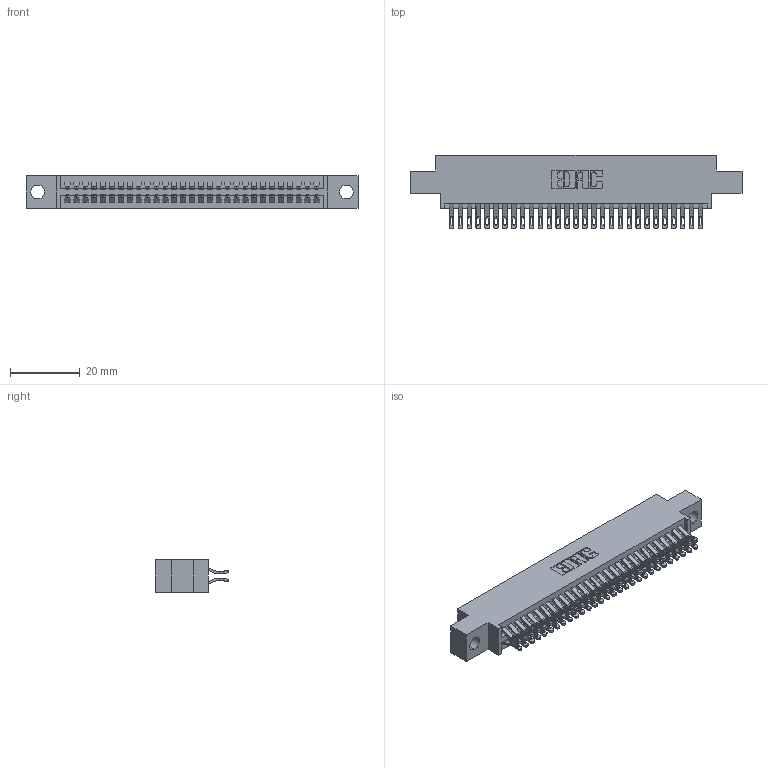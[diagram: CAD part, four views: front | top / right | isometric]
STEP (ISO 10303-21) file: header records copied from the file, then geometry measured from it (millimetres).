
FILE_DESCRIPTION (( 'STEP AP203' ), '1' );
FILE_NAME ('395-058-555-804.STEP', '2021-06-17T01:44:07', ( '' ), ( '' ), 'SwSTEP 2.0', 'SolidWorks 2020', '' );
FILE_SCHEMA (( 'CONFIG_CONTROL_DESIGN' ));
Length unit declared in the file: inch
Products named in the file (3): 345-292-001_555 Tail; 395-058-555-804; 345 Part_0.170 Offset - 0.156 Dia-TI
Assembly tree (59 placements, depth 2):
  395-058-555-804
    345 Part_0.170 Offset - 0.156 Dia-TI
    345-292-001_555 Tail  x58
Bounding box: 94.87 x 21.13 x 9.4 mm (x, y, z)
Volume: 9043.9 mm3; surface area: 13696.8 mm2
Topology: 59 solids, 59 shells, 3392 faces, 10655 edges, 7102 vertices
Faces by surface type: plane 1896, cylinder 1496
Entity records: 25381 total; most frequent: CARTESIAN_POINT 4308, ORIENTED_EDGE 4210, DIRECTION 3781, EDGE_CURVE 2105, VECTOR 1837, LINE 1837, VERTEX_POINT 1402, AXIS2_PLACEMENT_3D 972
